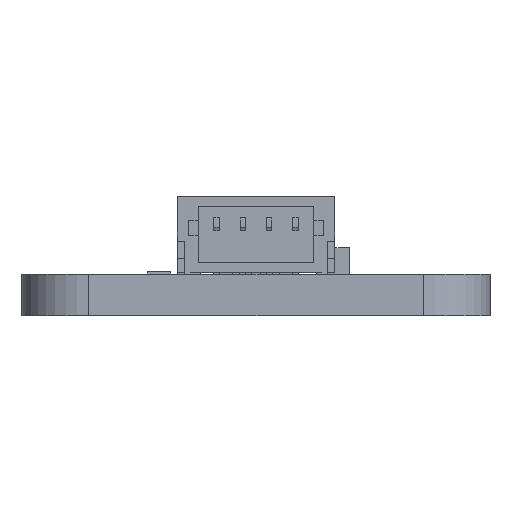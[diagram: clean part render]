
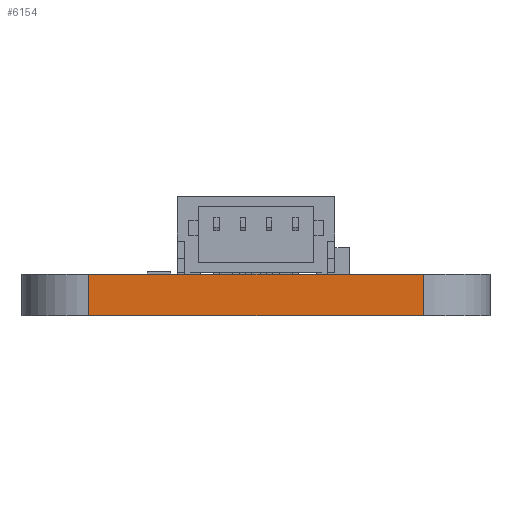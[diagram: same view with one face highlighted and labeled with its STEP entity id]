
A CAD part, left-side view. The second image highlights one B-rep face of the part: STEP entity #6154.
In plain terms, the highlighted planar face has unit normal (-1, 0, 0).
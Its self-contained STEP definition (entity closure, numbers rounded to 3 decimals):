
#127=PLANE('',#6605);
#409=FACE_OUTER_BOUND('',#725,.T.);
#725=EDGE_LOOP('',(#4206,#4207,#4208,#4209));
#1103=LINE('',#8783,#1845);
#1104=LINE('',#8786,#1846);
#1105=LINE('',#8788,#1847);
#1106=LINE('',#8789,#1848);
#1845=VECTOR('',#7164,10.);
#1846=VECTOR('',#7167,10.);
#1847=VECTOR('',#7168,10.);
#1848=VECTOR('',#7169,10.);
#2724=VERTEX_POINT('',#8779);
#2725=VERTEX_POINT('',#8781);
#2726=VERTEX_POINT('',#8785);
#2727=VERTEX_POINT('',#8787);
#3321=EDGE_CURVE('',#2724,#2725,#1103,.T.);
#3322=EDGE_CURVE('',#2726,#2724,#1104,.T.);
#3323=EDGE_CURVE('',#2727,#2725,#1105,.T.);
#3324=EDGE_CURVE('',#2726,#2727,#1106,.T.);
#4206=ORIENTED_EDGE('',*,*,#3322,.T.);
#4207=ORIENTED_EDGE('',*,*,#3321,.T.);
#4208=ORIENTED_EDGE('',*,*,#3323,.F.);
#4209=ORIENTED_EDGE('',*,*,#3324,.F.);
#6154=ADVANCED_FACE('',(#409),#127,.T.);
#6605=AXIS2_PLACEMENT_3D('',#8784,#7165,#7166);
#7164=DIRECTION('',(0.,0.,1.));
#7165=DIRECTION('center_axis',(-1.,0.,0.));
#7166=DIRECTION('ref_axis',(0.,-1.,0.));
#7167=DIRECTION('',(0.,-1.,0.));
#7168=DIRECTION('',(0.,-1.,0.));
#7169=DIRECTION('',(0.,0.,1.));
#8779=CARTESIAN_POINT('',(0.,2.54,0.));
#8781=CARTESIAN_POINT('',(0.,2.54,1.57));
#8783=CARTESIAN_POINT('',(0.,2.54,0.));
#8784=CARTESIAN_POINT('Origin',(0.,15.24,0.));
#8785=CARTESIAN_POINT('',(0.,15.24,0.));
#8786=CARTESIAN_POINT('',(0.,15.24,0.));
#8787=CARTESIAN_POINT('',(0.,15.24,1.57));
#8788=CARTESIAN_POINT('',(0.,15.24,1.57));
#8789=CARTESIAN_POINT('',(0.,15.24,0.));
